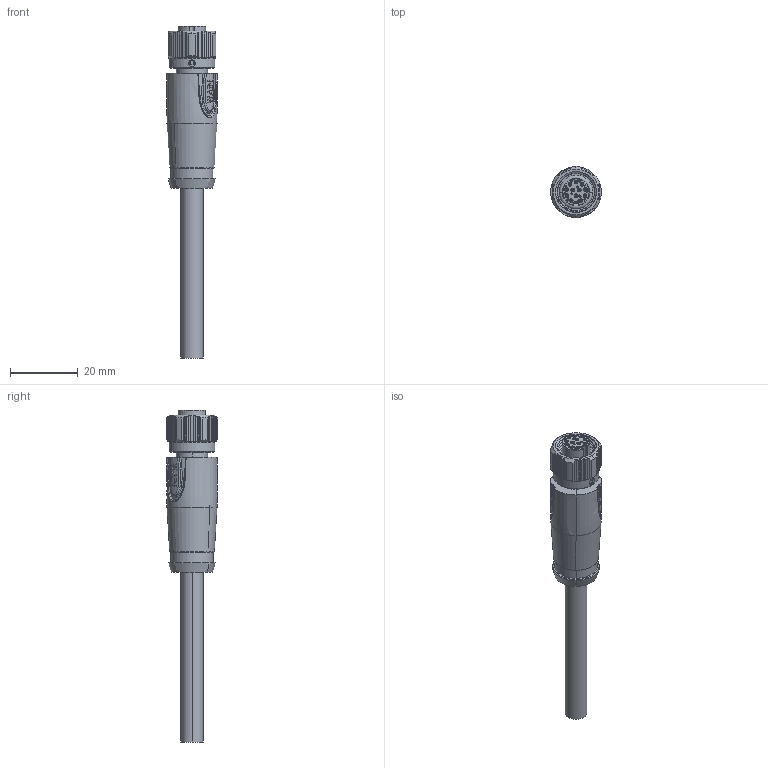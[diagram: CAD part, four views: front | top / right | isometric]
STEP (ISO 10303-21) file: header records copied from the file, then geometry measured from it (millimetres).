
FILE_DESCRIPTION((''),'2;1');
FILE_NAME('M12-F12A-T-XX_ASM_SW0001','2023-09-06T',('p.yu'),(''),'PRO/ENGINEER BY PARAMETRIC TECHNOLOGY CORPORATION, 2012480','PRO/ENGINEER BY PARAMETRIC TECHNOLOGY CORPORATION, 2012480','');
FILE_SCHEMA(('CONFIG_CONTROL_DESIGN'));
Length unit declared in the file: millimetre
Products named in the file (1): M12-F12A-T-XX_ASM_SW0001
Bounding box: 14.97 x 15.2 x 97.9 mm (x, y, z)
Volume: 8579.7 mm3; surface area: 5171.8 mm2
Topology: 1 solids, 1 shells, 963 faces, 2663 edges, 1720 vertices
Faces by surface type: plane 368, extrusion 216, cone 176, cylinder 119, torus 42, bspline 24, revolution 18
Entity records: 40366 total; most frequent: CARTESIAN_POINT 17761, ORIENTED_EDGE 5274, DIRECTION 3649, EDGE_CURVE 2637, VERTEX_POINT 1720, B_SPLINE_CURVE_WITH_KNOTS 1426, AXIS2_PLACEMENT_3D 1265, VECTOR 1101
